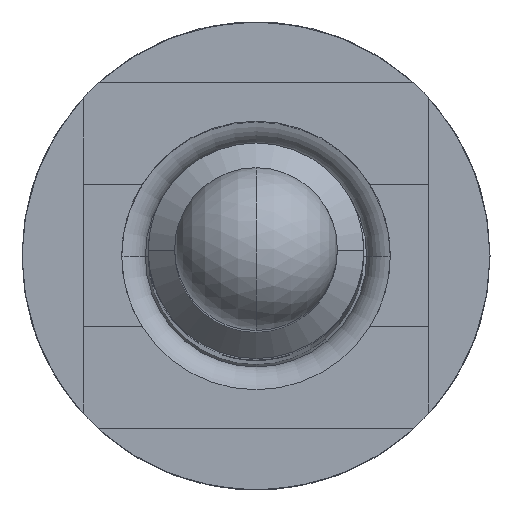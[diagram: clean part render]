
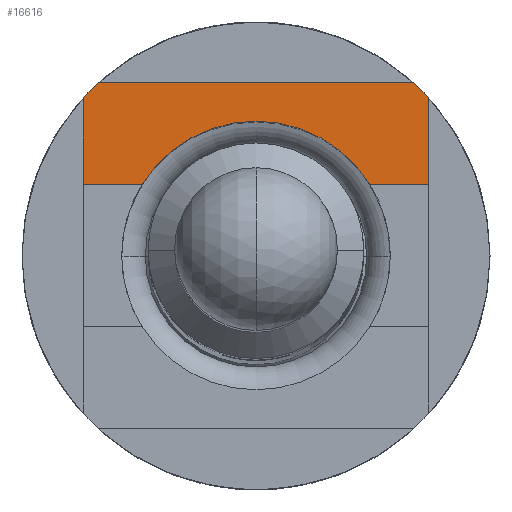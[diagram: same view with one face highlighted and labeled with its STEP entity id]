
A CAD part, top view. The second image highlights one B-rep face of the part: STEP entity #16616.
In plain terms, the highlighted planar face has unit normal (0, 0, 1).
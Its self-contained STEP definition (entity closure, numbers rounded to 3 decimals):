
#175 = VERTEX_POINT ( 'NONE', #12805 ) ;
#265 = AXIS2_PLACEMENT_3D ( 'NONE', #1018, #15161, #922 ) ;
#922 = DIRECTION ( 'NONE',  ( -1., 0., 0. ) ) ;
#952 = ORIENTED_EDGE ( 'NONE', *, *, #17489, .T. ) ;
#1018 = CARTESIAN_POINT ( 'NONE',  ( 0., 0.66, 0. ) ) ;
#1397 = LINE ( 'NONE', #5316, #12723 ) ;
#1920 = CARTESIAN_POINT ( 'NONE',  ( 0.85, 0.35, 0. ) ) ;
#2037 = VERTEX_POINT ( 'NONE', #2947 ) ;
#2329 = CARTESIAN_POINT ( 'NONE',  ( -0.85, 0.85, 0. ) ) ;
#2430 = DIRECTION ( 'NONE',  ( -1., 0., 0. ) ) ;
#2597 = VECTOR ( 'NONE', #5108, 1000. ) ;
#2698 = DIRECTION ( 'NONE',  ( 0., -1., 0. ) ) ;
#2947 = CARTESIAN_POINT ( 'NONE',  ( 0.56, 0.35, 0. ) ) ;
#3162 = CARTESIAN_POINT ( 'NONE',  ( -0.85, 0.35, 0. ) ) ;
#3338 = CARTESIAN_POINT ( 'NONE',  ( 0., 0., 0. ) ) ;
#4101 = ORIENTED_EDGE ( 'NONE', *, *, #10617, .F. ) ;
#4219 = VERTEX_POINT ( 'NONE', #3162 ) ;
#4257 = AXIS2_PLACEMENT_3D ( 'NONE', #6131, #17302, #11613 ) ;
#5108 = DIRECTION ( 'NONE',  ( 0., 1., 0. ) ) ;
#5316 = CARTESIAN_POINT ( 'NONE',  ( -0.85, 0.85, 0. ) ) ;
#5612 = VECTOR ( 'NONE', #6152, 1000. ) ;
#5745 = AXIS2_PLACEMENT_3D ( 'NONE', #3338, #11424, #7249 ) ;
#5980 = CARTESIAN_POINT ( 'NONE',  ( -0.775, 0.85, 0. ) ) ;
#6131 = CARTESIAN_POINT ( 'NONE',  ( 0., 0., 0. ) ) ;
#6152 = DIRECTION ( 'NONE',  ( 1., 0., 0. ) ) ;
#6439 = VERTEX_POINT ( 'NONE', #5980 ) ;
#6478 = ORIENTED_EDGE ( 'NONE', *, *, #14609, .T. ) ;
#6497 = LINE ( 'NONE', #7716, #2597 ) ;
#6603 = CARTESIAN_POINT ( 'NONE',  ( -0.85, 0.775, 0. ) ) ;
#7207 = EDGE_CURVE ( 'Defeature ausgef�hrt1_5+Defeature ausgef�hrt1_34+Defeature ausgef�hrt1_6+Defeature ausgef�hrt1_6', #175, #6439, #1397, .T. ) ;
#7249 = DIRECTION ( 'NONE',  ( 1., 0., 0. ) ) ;
#7463 = ORIENTED_EDGE ( 'NONE', *, *, #16455, .T. ) ;
#7664 = DIRECTION ( 'NONE',  ( 0., 0., 1. ) ) ;
#7716 = CARTESIAN_POINT ( 'NONE',  ( 0.85, 0.85, 0. ) ) ;
#7900 = FACE_OUTER_BOUND ( 'NONE', #12351, .T. ) ;
#8135 = VERTEX_POINT ( 'NONE', #15500 ) ;
#8273 = VERTEX_POINT ( 'NONE', #1920 ) ;
#8317 = ORIENTED_EDGE ( 'NONE', *, *, #9338, .T. ) ;
#8652 = CIRCLE ( 'NONE', #12226, 0.66 ) ;
#8843 = LINE ( 'NONE', #17419, #5612 ) ;
#9287 = EDGE_CURVE ( 'Defeature ausgef�hrt1_5+Defeature ausgef�hrt1_6+Defeature ausgef�hrt1_34+Defeature ausgef�hrt1_29', #6439, #12138, #12566, .T. ) ;
#9338 = EDGE_CURVE ( 'Defeature ausgef�hrt1_5+Defeature ausgef�hrt1_6+Defeature ausgef�hrt1_27+Defeature ausgef�hrt1_34', #8135, #175, #16441, .T. ) ;
#9761 = CARTESIAN_POINT ( 'NONE',  ( 0., 0.35, 0. ) ) ;
#9951 = LINE ( 'NONE', #9761, #17006 ) ;
#10457 = DIRECTION ( 'NONE',  ( 1., 0., 0. ) ) ;
#10617 = EDGE_CURVE ( 'Defeature ausgef�hrt1_14+Defeature ausgef�hrt1_5+Defeature ausgef�hrt1_12+Defeature ausgef�hrt1_8', #2037, #16819, #8652, .T. ) ;
#11424 = DIRECTION ( 'NONE',  ( 0., 0., 1. ) ) ;
#11513 = CARTESIAN_POINT ( 'NONE',  ( -0.56, 0.35, 0. ) ) ;
#11613 = DIRECTION ( 'NONE',  ( 1., 0., 0. ) ) ;
#12121 = EDGE_CURVE ( 'Defeature ausgef�hrt1_5+Defeature ausgef�hrt1_29+Defeature ausgef�hrt1_6+Defeature ausgef�hrt1_8', #12138, #4219, #15262, .T. ) ;
#12138 = VERTEX_POINT ( 'NONE', #6603 ) ;
#12226 = AXIS2_PLACEMENT_3D ( 'NONE', #16057, #7664, #10457 ) ;
#12351 = EDGE_LOOP ( 'NONE', ( #12862, #952, #4101, #7463, #6478, #8317, #18073, #14814 ) ) ;
#12566 = CIRCLE ( 'NONE', #5745, 1.15 ) ;
#12723 = VECTOR ( 'NONE', #2430, 1000. ) ;
#12805 = CARTESIAN_POINT ( 'NONE',  ( 0.775, 0.85, 0. ) ) ;
#12862 = ORIENTED_EDGE ( 'NONE', *, *, #12121, .T. ) ;
#13761 = PLANE ( 'NONE',  #265 ) ;
#14336 = DIRECTION ( 'NONE',  ( 1., 0., 0. ) ) ;
#14609 = EDGE_CURVE ( 'Defeature ausgef�hrt1_5+Defeature ausgef�hrt1_27+Defeature ausgef�hrt1_12+Defeature ausgef�hrt1_6', #8273, #8135, #6497, .T. ) ;
#14814 = ORIENTED_EDGE ( 'NONE', *, *, #9287, .T. ) ;
#14929 = VECTOR ( 'NONE', #2698, 1000. ) ;
#15161 = DIRECTION ( 'NONE',  ( 0., 0., -1. ) ) ;
#15262 = LINE ( 'NONE', #2329, #14929 ) ;
#15500 = CARTESIAN_POINT ( 'NONE',  ( 0.85, 0.775, 0. ) ) ;
#16057 = CARTESIAN_POINT ( 'NONE',  ( 0., 0., 0. ) ) ;
#16441 = CIRCLE ( 'NONE', #4257, 1.15 ) ;
#16455 = EDGE_CURVE ( 'Defeature ausgef�hrt1_5+Defeature ausgef�hrt1_12+Defeature ausgef�hrt1_14+Defeature ausgef�hrt1_27', #2037, #8273, #8843, .T. ) ;
#16616 = ADVANCED_FACE ( 'Defeature ausgef�hrt1_5', ( #7900 ), #13761, .F. ) ;
#16819 = VERTEX_POINT ( 'NONE', #11513 ) ;
#17006 = VECTOR ( 'NONE', #14336, 1000. ) ;
#17302 = DIRECTION ( 'NONE',  ( 0., 0., 1. ) ) ;
#17419 = CARTESIAN_POINT ( 'NONE',  ( 0., 0.35, 0. ) ) ;
#17489 = EDGE_CURVE ( 'Defeature ausgef�hrt1_5+Defeature ausgef�hrt1_8+Defeature ausgef�hrt1_29+Defeature ausgef�hrt1_14', #4219, #16819, #9951, .T. ) ;
#18073 = ORIENTED_EDGE ( 'NONE', *, *, #7207, .T. ) ;
